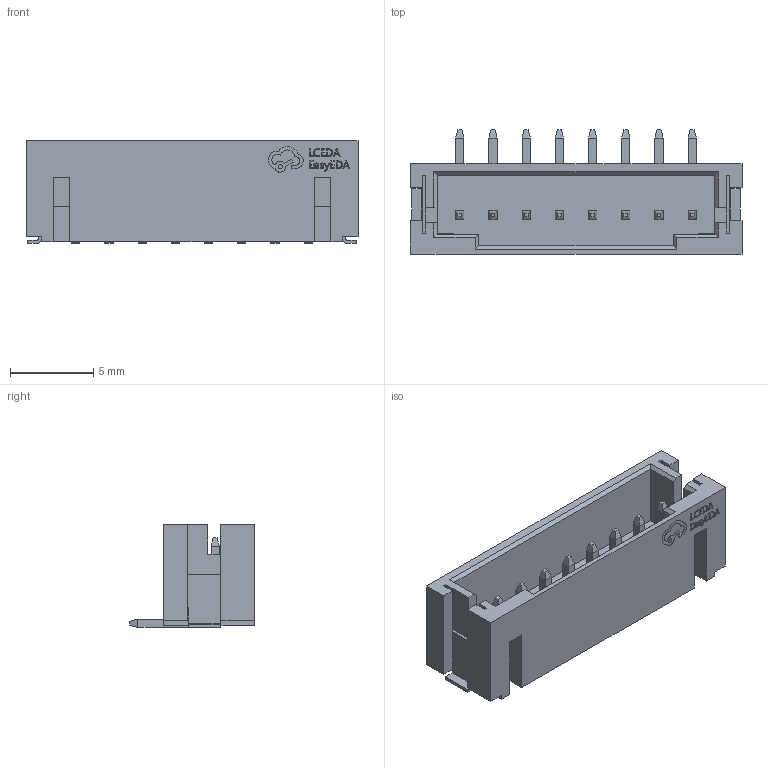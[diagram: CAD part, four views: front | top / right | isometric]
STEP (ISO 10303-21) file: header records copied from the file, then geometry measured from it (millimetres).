
FILE_DESCRIPTION(/* description */ ('','CAx-IF Rec.Pracs.---Representation and Presentation of Product Manufacturing Information (PMI)---4.0---2014-10-13'),/* implementation_level */ '2;1');
FILE_NAME(/* name */ 'CONN-SMD_8P-P2.00_XUNPU_WAFER-PH2.0-8PLB.step',/* time_stamp */ '2024-11-23T13:19:27+08:00',/* author */ (''),/* organization */ (''),/* preprocessor_version */ 'ST-DEVELOPER v20',/* originating_system */ 'Autodesk Translation Framework v13.20.0.188',/* authorisation */ '');
FILE_SCHEMA (('AP242_MANAGED_MODEL_BASED_3D_ENGINEERING_MIM_LF { 1 0 10303 442 1 1 4 }'));
Length unit declared in the file: millimetre
Products named in the file (2): CONN-SMD_8P-P2.00_XUNPU_WAFER-PH2.0-8PLB; COMPOUND
Assembly tree (1 placements, depth 2):
  CONN-SMD_8P-P2.00_XUNPU_WAFER-PH2.0-8PLB
    COMPOUND
Bounding box: 20 x 7.51 x 6.2 mm (x, y, z)
Volume: 368.8 mm3; surface area: 874.7 mm2
Topology: 3 solids, 3 shells, 466 faces, 1239 edges, 802 vertices
Faces by surface type: plane 356, bspline 98, cylinder 12
Entity records: 15254 total; most frequent: CARTESIAN_POINT 3560, ORIENTED_EDGE 2478, DIRECTION 1973, EDGE_CURVE 1239, LINE 1019, VECTOR 1019, VERTEX_POINT 802, EDGE_LOOP 493
